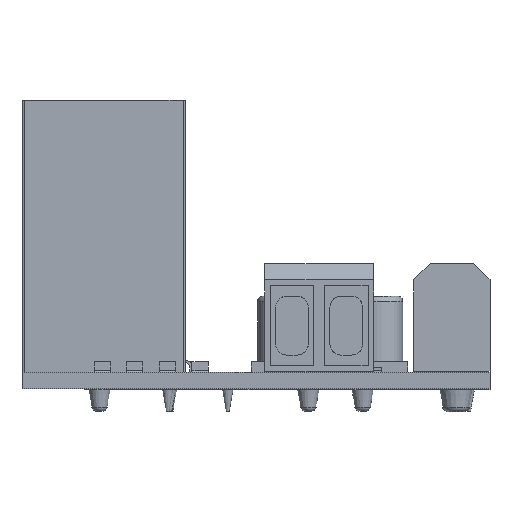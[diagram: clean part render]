
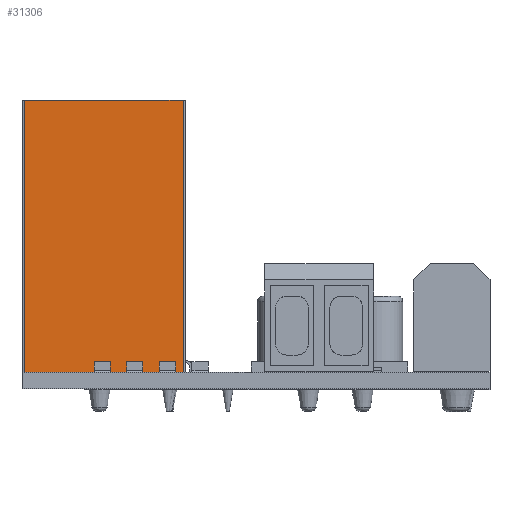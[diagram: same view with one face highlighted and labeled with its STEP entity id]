
A CAD part, left-side view. The second image highlights one B-rep face of the part: STEP entity #31306.
In plain terms, the highlighted planar face has unit normal (-1, 0, 0).
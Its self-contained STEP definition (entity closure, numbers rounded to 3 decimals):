
#3151=FACE_OUTER_BOUND('',#4853,.T.);
#4853=EDGE_LOOP('',(#25102,#25103,#25104,#25105));
#7618=LINE('',#49200,#10830);
#7623=LINE('',#49219,#10835);
#7690=LINE('',#49393,#10902);
#7691=LINE('',#49394,#10903);
#10830=VECTOR('',#38911,10.);
#10835=VECTOR('',#38934,10.);
#10902=VECTOR('',#39119,10.);
#10903=VECTOR('',#39120,10.);
#13915=VERTEX_POINT('',#49197);
#13916=VERTEX_POINT('',#49199);
#13921=VERTEX_POINT('',#49218);
#13969=VERTEX_POINT('',#49392);
#17883=EDGE_CURVE('',#13915,#13916,#7618,.T.);
#17893=EDGE_CURVE('',#13916,#13921,#7623,.T.);
#17980=EDGE_CURVE('',#13969,#13915,#7690,.T.);
#17981=EDGE_CURVE('',#13921,#13969,#7691,.T.);
#25102=ORIENTED_EDGE('',*,*,#17893,.F.);
#25103=ORIENTED_EDGE('',*,*,#17883,.F.);
#25104=ORIENTED_EDGE('',*,*,#17980,.F.);
#25105=ORIENTED_EDGE('',*,*,#17981,.F.);
#29213=PLANE('',#33391);
#31306=ADVANCED_FACE('',(#3151),#29213,.T.);
#33391=AXIS2_PLACEMENT_3D('',#49391,#39117,#39118);
#38911=DIRECTION('',(0.,-1.,0.));
#38934=DIRECTION('',(0.,0.,-1.));
#39117=DIRECTION('center_axis',(-1.,0.,0.));
#39118=DIRECTION('ref_axis',(0.,-1.,0.));
#39119=DIRECTION('',(0.,0.,1.));
#39120=DIRECTION('',(0.,1.,0.));
#49197=CARTESIAN_POINT('',(10.,42.8,26.5));
#49199=CARTESIAN_POINT('',(10.,28.2,26.5));
#49200=CARTESIAN_POINT('',(10.,42.8,26.5));
#49218=CARTESIAN_POINT('',(10.,28.2,1.5));
#49219=CARTESIAN_POINT('',(10.,28.2,7.75));
#49391=CARTESIAN_POINT('Origin',(10.,42.8,1.5));
#49392=CARTESIAN_POINT('',(10.,42.8,1.5));
#49393=CARTESIAN_POINT('',(10.,42.8,1.5));
#49394=CARTESIAN_POINT('',(10.,28.25,1.5));
